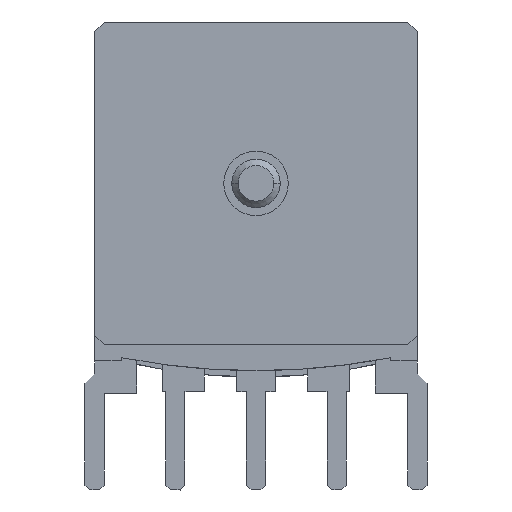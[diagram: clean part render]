
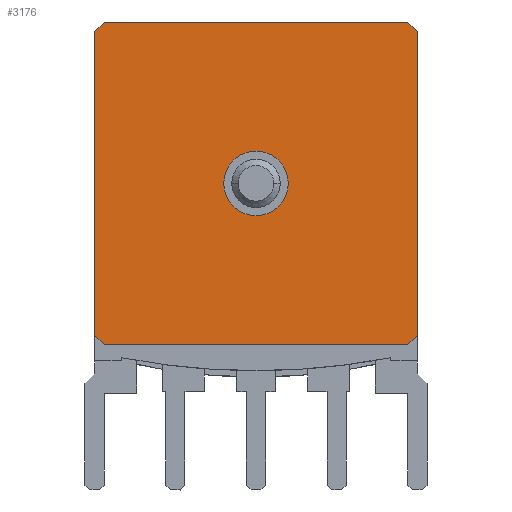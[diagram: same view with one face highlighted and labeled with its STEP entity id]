
A CAD part, front view. The second image highlights one B-rep face of the part: STEP entity #3176.
In plain terms, the highlighted planar face has unit normal (0, -1, 0).
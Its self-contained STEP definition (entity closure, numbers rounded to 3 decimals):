
#2762 = VERTEX_POINT ( 'NONE', #10164 ) ;
#2772 = VERTEX_POINT ( 'NONE', #10206 ) ;
#2798 = EDGE_CURVE ( 'NONE', #2762, #2772, #10307, .T. ) ;
#2822 = EDGE_CURVE ( 'NONE', #3410, #3421, #10393, .T. ) ;
#2974 = VERTEX_POINT ( 'NONE', #10790 ) ;
#2996 = EDGE_CURVE ( 'NONE', #2772, #2974, #10899, .T. ) ;
#3113 = ORIENTED_EDGE ( 'NONE', *, *, #3184, .T. ) ;
#3115 = ORIENTED_EDGE ( 'NONE', *, *, #2996, .T. ) ;
#3119 = EDGE_CURVE ( 'NONE', #3183, #2762, #11228, .T. ) ;
#3120 = VERTEX_POINT ( 'NONE', #11218 ) ;
#3122 = ORIENTED_EDGE ( 'NONE', *, *, #3119, .T. ) ;
#3136 = EDGE_CURVE ( 'NONE', #2974, #3120, #11207, .T. ) ;
#3143 = ORIENTED_EDGE ( 'NONE', *, *, #3250, .T. ) ;
#3150 = ORIENTED_EDGE ( 'NONE', *, *, #2822, .T. ) ;
#3160 = ORIENTED_EDGE ( 'NONE', *, *, #3162, .T. ) ;
#3161 = EDGE_CURVE ( 'NONE', #3173, #3174, #11315, .T. ) ;
#3162 = EDGE_CURVE ( 'NONE', #3120, #3173, #11301, .T. ) ;
#3165 = EDGE_LOOP ( 'NONE', ( #3113, #3122, #3169, #3115, #3188, #3160, #3260, #3143 ) ) ;
#3169 = ORIENTED_EDGE ( 'NONE', *, *, #2798, .T. ) ;
#3173 = VERTEX_POINT ( 'NONE', #11360 ) ;
#3174 = VERTEX_POINT ( 'NONE', #11359 ) ;
#3176 = ADVANCED_FACE ( 'NONE', ( #11355, #11312 ), #11362, .T. ) ;
#3183 = VERTEX_POINT ( 'NONE', #11401 ) ;
#3184 = EDGE_CURVE ( 'NONE', #3192, #3183, #11396, .T. ) ;
#3188 = ORIENTED_EDGE ( 'NONE', *, *, #3136, .T. ) ;
#3192 = VERTEX_POINT ( 'NONE', #11388 ) ;
#3211 = ORIENTED_EDGE ( 'NONE', *, *, #3373, .T. ) ;
#3239 = EDGE_LOOP ( 'NONE', ( #3150, #3211 ) ) ;
#3250 = EDGE_CURVE ( 'NONE', #3174, #3192, #11533, .T. ) ;
#3260 = ORIENTED_EDGE ( 'NONE', *, *, #3161, .T. ) ;
#3373 = EDGE_CURVE ( 'NONE', #3421, #3410, #3822, .T. ) ;
#3410 = VERTEX_POINT ( 'NONE', #3917 ) ;
#3421 = VERTEX_POINT ( 'NONE', #3900 ) ;
#3819 = DIRECTION ( 'NONE',  ( 0., 0., 1. ) ) ;
#3820 = DIRECTION ( 'NONE',  ( 0., 1., 0. ) ) ;
#3822 = CIRCLE ( 'NONE', #3827, 1. ) ;
#3827 = AXIS2_PLACEMENT_3D ( 'NONE', #3830, #3820, #3819 ) ;
#3830 = CARTESIAN_POINT ( 'NONE',  ( 0., -6.65, 6.5 ) ) ;
#3900 = CARTESIAN_POINT ( 'NONE',  ( 0., -6.65, 5.5 ) ) ;
#3917 = CARTESIAN_POINT ( 'NONE',  ( 0., -6.65, 7.5 ) ) ;
#10164 = CARTESIAN_POINT ( 'NONE',  ( 5.002, -6.65, 1.8 ) ) ;
#10206 = CARTESIAN_POINT ( 'NONE',  ( 5.002, -6.65, 11.2 ) ) ;
#10306 = CARTESIAN_POINT ( 'NONE',  ( 5.002, -6.65, 1.5 ) ) ;
#10307 = LINE ( 'NONE', #10306, #10362 ) ;
#10361 = DIRECTION ( 'NONE',  ( 0., 0., 1. ) ) ;
#10362 = VECTOR ( 'NONE', #10361, 1000. ) ;
#10364 = DIRECTION ( 'NONE',  ( 0., 0., 1. ) ) ;
#10365 = DIRECTION ( 'NONE',  ( 0., 1., 0. ) ) ;
#10370 = AXIS2_PLACEMENT_3D ( 'NONE', #10388, #10365, #10364 ) ;
#10388 = CARTESIAN_POINT ( 'NONE',  ( 0., -6.65, 6.5 ) ) ;
#10393 = CIRCLE ( 'NONE', #10370, 1. ) ;
#10790 = CARTESIAN_POINT ( 'NONE',  ( 4.702, -6.65, 11.5 ) ) ;
#10885 = DIRECTION ( 'NONE',  ( -0.707, 0., 0.707 ) ) ;
#10886 = VECTOR ( 'NONE', #10885, 1000. ) ;
#10887 = CARTESIAN_POINT ( 'NONE',  ( 5.002, -6.65, 11.2 ) ) ;
#10899 = LINE ( 'NONE', #10887, #10886 ) ;
#11207 = LINE ( 'NONE', #11241, #11240 ) ;
#11215 = DIRECTION ( 'NONE',  ( 0.707, 0., 0.707 ) ) ;
#11216 = VECTOR ( 'NONE', #11215, 1000. ) ;
#11217 = CARTESIAN_POINT ( 'NONE',  ( 4.702, -6.65, 1.5 ) ) ;
#11218 = CARTESIAN_POINT ( 'NONE',  ( -4.698, -6.65, 11.5 ) ) ;
#11228 = LINE ( 'NONE', #11217, #11216 ) ;
#11239 = DIRECTION ( 'NONE',  ( -1., 0., 0. ) ) ;
#11240 = VECTOR ( 'NONE', #11239, 1000. ) ;
#11241 = CARTESIAN_POINT ( 'NONE',  ( 4.702, -6.65, 11.5 ) ) ;
#11297 = DIRECTION ( 'NONE',  ( -0.707, 0., -0.707 ) ) ;
#11298 = VECTOR ( 'NONE', #11297, 1000. ) ;
#11299 = CARTESIAN_POINT ( 'NONE',  ( -4.698, -6.65, 11.5 ) ) ;
#11301 = LINE ( 'NONE', #11299, #11298 ) ;
#11303 = DIRECTION ( 'NONE',  ( 0., 0., -1. ) ) ;
#11307 = VECTOR ( 'NONE', #11303, 1000. ) ;
#11312 = FACE_BOUND ( 'NONE', #3239, .T. ) ;
#11313 = CARTESIAN_POINT ( 'NONE',  ( -4.998, -6.65, 11.2 ) ) ;
#11315 = LINE ( 'NONE', #11313, #11307 ) ;
#11333 = AXIS2_PLACEMENT_3D ( 'NONE', #11399, #11398, #11397 ) ;
#11355 = FACE_OUTER_BOUND ( 'NONE', #3165, .T. ) ;
#11359 = CARTESIAN_POINT ( 'NONE',  ( -4.998, -6.65, 1.8 ) ) ;
#11360 = CARTESIAN_POINT ( 'NONE',  ( -4.998, -6.65, 11.2 ) ) ;
#11362 = PLANE ( 'NONE',  #11333 ) ;
#11382 = DIRECTION ( 'NONE',  ( 1., 0., 0. ) ) ;
#11383 = VECTOR ( 'NONE', #11382, 1000. ) ;
#11388 = CARTESIAN_POINT ( 'NONE',  ( -4.698, -6.65, 1.5 ) ) ;
#11395 = CARTESIAN_POINT ( 'NONE',  ( -4.698, -6.65, 1.5 ) ) ;
#11396 = LINE ( 'NONE', #11395, #11383 ) ;
#11397 = DIRECTION ( 'NONE',  ( 0., 0., -1. ) ) ;
#11398 = DIRECTION ( 'NONE',  ( 0., -1., 0. ) ) ;
#11399 = CARTESIAN_POINT ( 'NONE',  ( -4.998, -6.65, 1.5 ) ) ;
#11401 = CARTESIAN_POINT ( 'NONE',  ( 4.702, -6.65, 1.5 ) ) ;
#11520 = DIRECTION ( 'NONE',  ( 0.707, 0., -0.707 ) ) ;
#11521 = VECTOR ( 'NONE', #11520, 1000. ) ;
#11532 = CARTESIAN_POINT ( 'NONE',  ( -4.998, -6.65, 1.8 ) ) ;
#11533 = LINE ( 'NONE', #11532, #11521 ) ;
